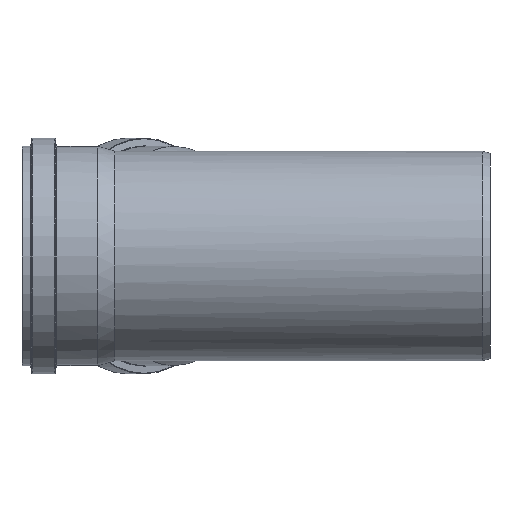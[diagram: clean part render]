
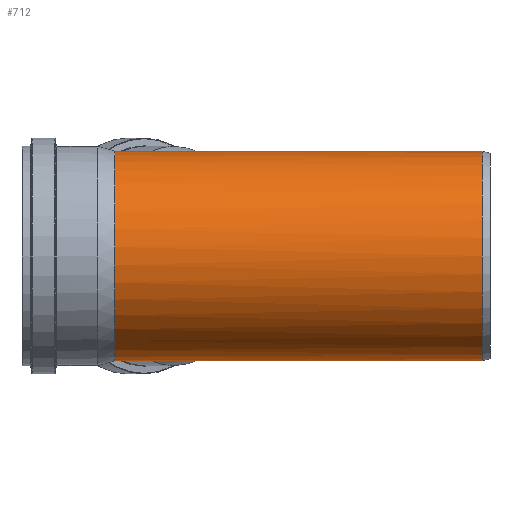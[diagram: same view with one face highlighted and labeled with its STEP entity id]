
A CAD part, left-side view. The second image highlights one B-rep face of the part: STEP entity #712.
In plain terms, the highlighted cylindrical face has radius 157.8 mm (diameter 315.6 mm), a full revolution.
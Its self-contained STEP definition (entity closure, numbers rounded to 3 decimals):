
#54=FACE_BOUND('',#262,.T.);
#109=CIRCLE('',#780,157.8);
#111=CIRCLE('',#783,157.8);
#163=CYLINDRICAL_SURFACE('',#782,157.8);
#181=ELLIPSE('',#769,170.96,157.8);
#183=ELLIPSE('',#771,414.583,157.8);
#184=ELLIPSE('',#772,414.583,157.8);
#198=FACE_OUTER_BOUND('',#261,.T.);
#261=EDGE_LOOP('',(#573));
#262=EDGE_LOOP('',(#574,#575,#576,#577,#578,#579));
#371=B_SPLINE_CURVE_WITH_KNOTS('',3,(#1217,#1218,#1219,#1220,#1221,#1222,
#1223),.UNSPECIFIED.,.F.,.F.,(4,3,4),(0.,0.01,0.018),
 .UNSPECIFIED.);
#382=B_SPLINE_CURVE_WITH_KNOTS('',3,(#1584,#1585,#1586,#1587,#1588,#1589,
#1590,#1591,#1592,#1593),.UNSPECIFIED.,.F.,.F.,(4,3,3,4),(0.826,
0.833,0.844,0.857),.UNSPECIFIED.);
#387=VERTEX_POINT('',#1187);
#388=VERTEX_POINT('',#1216);
#392=VERTEX_POINT('',#1348);
#393=VERTEX_POINT('',#1349);
#394=VERTEX_POINT('',#1456);
#401=VERTEX_POINT('',#1578);
#403=VERTEX_POINT('',#1646);
#458=EDGE_CURVE('',#388,#387,#371,.T.);
#464=EDGE_CURVE('',#393,#392,#181,.T.);
#466=EDGE_CURVE('',#392,#387,#183,.T.);
#467=EDGE_CURVE('',#394,#393,#184,.T.);
#475=EDGE_CURVE('',#394,#401,#382,.T.);
#481=EDGE_CURVE('',#401,#388,#109,.T.);
#483=EDGE_CURVE('',#403,#403,#111,.T.);
#573=ORIENTED_EDGE('',*,*,#483,.F.);
#574=ORIENTED_EDGE('',*,*,#458,.T.);
#575=ORIENTED_EDGE('',*,*,#466,.F.);
#576=ORIENTED_EDGE('',*,*,#464,.F.);
#577=ORIENTED_EDGE('',*,*,#467,.F.);
#578=ORIENTED_EDGE('',*,*,#475,.T.);
#579=ORIENTED_EDGE('',*,*,#481,.T.);
#712=ADVANCED_FACE('',(#198,#54),#163,.T.);
#769=AXIS2_PLACEMENT_3D('',#1351,#893,#894);
#771=AXIS2_PLACEMENT_3D('',#1401,#897,#898);
#772=AXIS2_PLACEMENT_3D('',#1457,#899,#900);
#780=AXIS2_PLACEMENT_3D('',#1643,#915,#916);
#782=AXIS2_PLACEMENT_3D('',#1645,#919,#920);
#783=AXIS2_PLACEMENT_3D('',#1647,#921,#922);
#893=DIRECTION('center_axis',(0.385,0.923,0.));
#894=DIRECTION('ref_axis',(0.923,-0.385,0.));
#897=DIRECTION('center_axis',(0.925,-0.381,0.));
#898=DIRECTION('ref_axis',(0.381,0.925,0.));
#899=DIRECTION('center_axis',(0.925,-0.381,0.));
#900=DIRECTION('ref_axis',(0.381,0.925,0.));
#915=DIRECTION('center_axis',(0.,-1.,0.));
#916=DIRECTION('ref_axis',(1.,0.,0.));
#919=DIRECTION('center_axis',(0.,-1.,0.));
#920=DIRECTION('ref_axis',(1.,0.,0.));
#921=DIRECTION('center_axis',(0.,-1.,0.));
#922=DIRECTION('ref_axis',(1.,0.,0.));
#1187=CARTESIAN_POINT('',(150.323,-0.058,-47.998));
#1216=CARTESIAN_POINT('',(150.273,0.,-48.156));
#1217=CARTESIAN_POINT('Ctrl Pts',(150.273,0.,
-48.156));
#1218=CARTESIAN_POINT('Ctrl Pts',(150.283,0.,
-48.122));
#1219=CARTESIAN_POINT('Ctrl Pts',(150.294,-0.006,
-48.09));
#1220=CARTESIAN_POINT('Ctrl Pts',(150.304,-0.019,
-48.059));
#1221=CARTESIAN_POINT('Ctrl Pts',(150.311,-0.029,
-48.037));
#1222=CARTESIAN_POINT('Ctrl Pts',(150.317,-0.042,
-48.017));
#1223=CARTESIAN_POINT('Ctrl Pts',(150.323,-0.058,-47.999));
#1348=CARTESIAN_POINT('',(0.,-365.27,-157.8));
#1349=CARTESIAN_POINT('',(0.,-365.27,157.8));
#1351=CARTESIAN_POINT('Origin',(0.,-365.27,
0.));
#1401=CARTESIAN_POINT('Origin',(0.,-365.27,
0.));
#1456=CARTESIAN_POINT('',(150.323,-0.058,47.998));
#1457=CARTESIAN_POINT('Origin',(0.,-365.27,
0.));
#1578=CARTESIAN_POINT('',(150.273,0.,48.156));
#1584=CARTESIAN_POINT('Ctrl Pts',(150.323,-0.058,
47.999));
#1585=CARTESIAN_POINT('Ctrl Pts',(150.32,-0.05,
48.008));
#1586=CARTESIAN_POINT('Ctrl Pts',(150.317,-0.042,48.018));
#1587=CARTESIAN_POINT('Ctrl Pts',(150.314,-0.036,
48.028));
#1588=CARTESIAN_POINT('Ctrl Pts',(150.308,-0.024,
48.047));
#1589=CARTESIAN_POINT('Ctrl Pts',(150.301,-0.015,
48.067));
#1590=CARTESIAN_POINT('Ctrl Pts',(150.295,-0.009,
48.088));
#1591=CARTESIAN_POINT('Ctrl Pts',(150.287,-0.003,
48.11));
#1592=CARTESIAN_POINT('Ctrl Pts',(150.28,0.,
48.133));
#1593=CARTESIAN_POINT('Ctrl Pts',(150.273,0.,
48.156));
#1643=CARTESIAN_POINT('Origin',(0.,0.,0.));
#1645=CARTESIAN_POINT('Origin',(0.,-276.092,
0.));
#1646=CARTESIAN_POINT('',(157.8,-552.185,0.));
#1647=CARTESIAN_POINT('Origin',(0.,-552.185,
0.));
